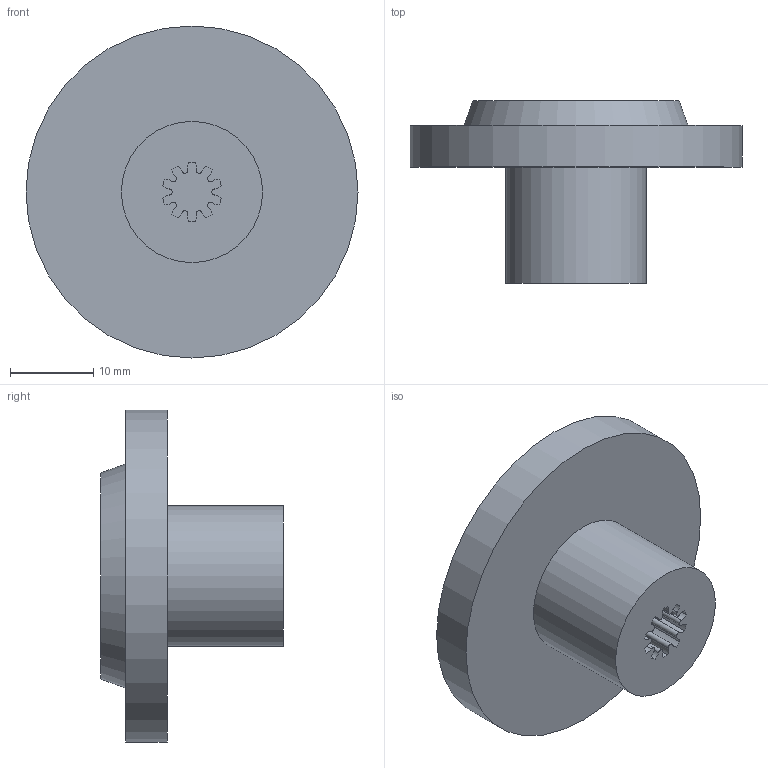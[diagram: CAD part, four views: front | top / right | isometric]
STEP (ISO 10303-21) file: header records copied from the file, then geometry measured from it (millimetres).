
FILE_DESCRIPTION(/* description */ (''),/* implementation_level */ '2;1');
FILE_NAME(/* name */ 'Bearing disc_x1.stp',/* time_stamp */ '2024-07-18T17:09:59+01:00',/* author */ ('patri'),/* organization */ (''),/* preprocessor_version */ 'ST-DEVELOPER v19.2',/* originating_system */ 'Autodesk Inventor 2024',/* authorisation */ '');
FILE_SCHEMA (('AUTOMOTIVE_DESIGN { 1 0 10303 214 3 1 1 }'));
Length unit declared in the file: millimetre
Products named in the file (1): Encaje rodamiento
Bounding box: 40 x 22 x 40 mm (x, y, z)
Volume: 8925 mm3; surface area: 4880.5 mm2
Topology: 1 solids, 1 shells, 56 faces, 142 edges, 94 vertices
Faces by surface type: cylinder 44, plane 8, torus 3, cone 1
Full cylindrical faces by diameter (mm): 8 x1, 17 x1, 21 x1, 40 x1
Entity records: 1790 total; most frequent: DIRECTION 353, CARTESIAN_POINT 293, ORIENTED_EDGE 284, AXIS2_PLACEMENT_3D 154, EDGE_CURVE 142, CIRCLE 97, VERTEX_POINT 94, EDGE_LOOP 62
